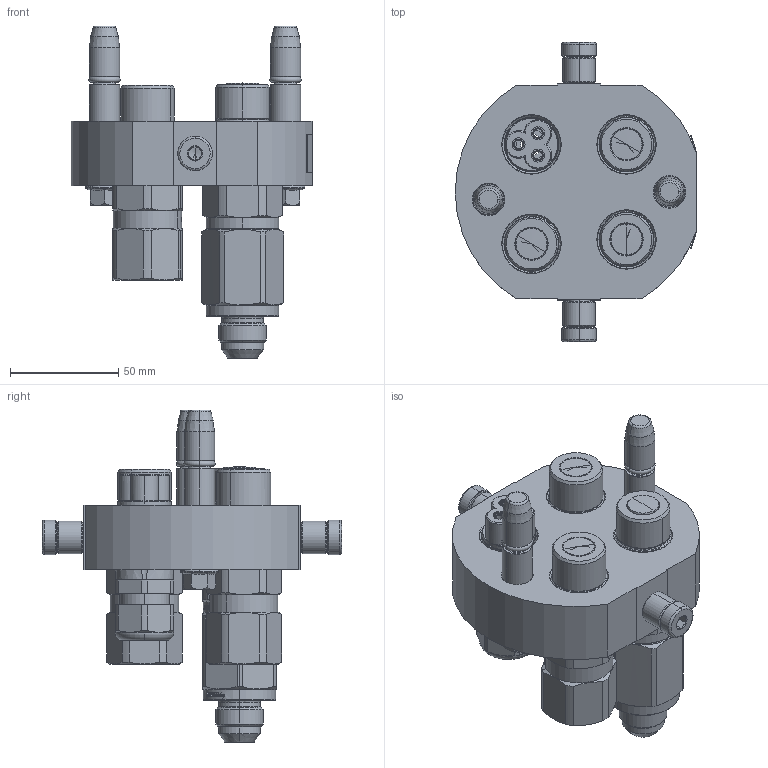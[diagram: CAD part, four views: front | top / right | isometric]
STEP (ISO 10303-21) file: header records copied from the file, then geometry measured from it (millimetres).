
FILE_DESCRIPTION (( 'STEP AP214' ), '1' );
FILE_NAME ('FASTER.step', '2024-05-06T07:52:21', ( '' ), ( '' ), 'SwSTEP 2.0', 'SolidWorks 2017', '' );
FILE_SCHEMA (( 'AUTOMOTIVE_DESIGN' ));
Length unit declared in the file: millimetre
Products named in the file (15): 4830_044_0000_000; 3ffnp1213_58sm; FASTER; 4830_021_0000_000; P508_M_BASE; 1540_080_0008_000; 4830_028_1000_011; conn_3p_m; 4830_013_3000_030; or2_62x9_19_m; 2ffnp12gas_m2v; et002_piegata; corpospel08-3m; 4830_010_0000_022
Assembly tree (22 placements, depth 3):
  FASTER
    P508_M_BASE
      4830_010_0000_022
      4830_013_3000_030  x2
      4830_028_1000_011  x2
      4830_021_0000_000  x2
      1540_080_0008_000  x2
      or2_62x9_19_m  x2
    conn_3p_m
      4830_044_0000_000  x3
      corpospel08-3m
    2ffnp12gas_m2v  x2
    3ffnp1213_58sm
      3ffnp1213_58sm
    et002_piegata
Bounding box: 111.8 x 138.6 x 153.7 mm (x, y, z)
Volume: 70433 mm3; surface area: 133503.6 mm2
Topology: 7 solids, 44 shells, 2120 faces, 5667 edges, 3657 vertices
Faces by surface type: plane 983, cylinder 456, cone 396, bspline 176, torus 103, sphere 6
Entity records: 63885 total; most frequent: CARTESIAN_POINT 19636, ORIENTED_EDGE 8111, DIRECTION 7720, EDGE_CURVE 4273, VERTEX_POINT 2786, AXIS2_PLACEMENT_3D 2639, VECTOR 2442, LINE 2442
